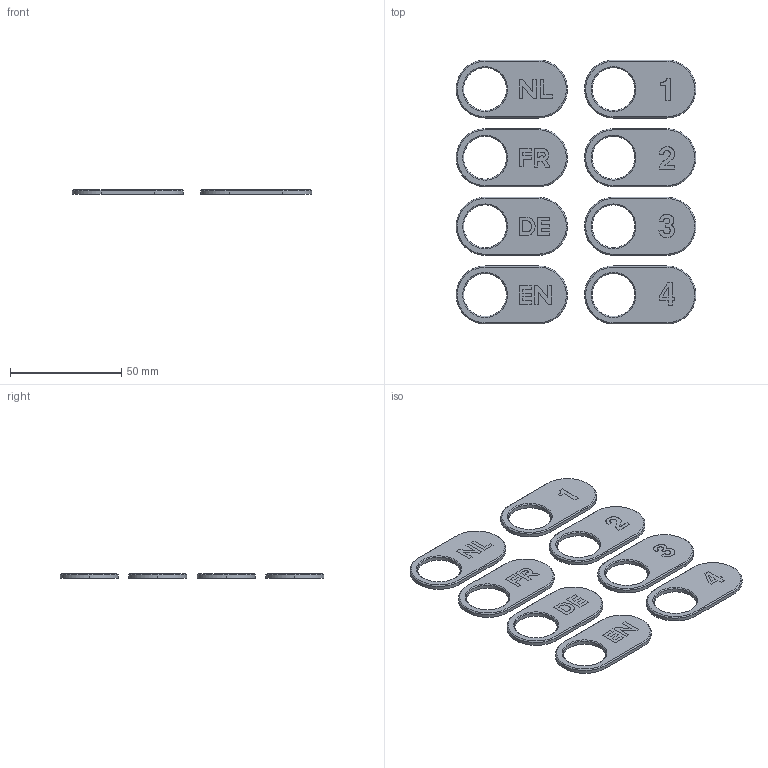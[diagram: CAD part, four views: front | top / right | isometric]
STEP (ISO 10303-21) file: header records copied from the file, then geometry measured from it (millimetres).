
FILE_DESCRIPTION(('HOOPS Exchange Step'),'2;1');
FILE_NAME('sauvage_puces04_chiffres.stp','2024-10-03T10:17:40+02:00',('cdesmedt'),('Unknown organisation'),'HOOPS Exchange 2024.2','HOOPS Exchange','Unknown authorisation');
FILE_SCHEMA( ('AP203_CONFIGURATION_CONTROLLED_3D_DESIGN_OF_MECHANICAL_PARTS_AND_ASSEMBLIES_MIM_LF') );
Length unit declared in the file: millimetre
Products named in the file (2): 0; root
Assembly tree (1 placements, depth 2):
  root
    0
Bounding box: 107.61 x 118.42 x 2.08 mm (x, y, z)
Volume: 12557 mm3; surface area: 16903.2 mm2
Topology: 8 solids, 8 shells, 280 faces, 822 edges, 583 vertices
Faces by surface type: plane 154, bspline 110, cylinder 8, cone 8
Full cylindrical faces by diameter (mm): 19.254 x8
Entity records: 10828 total; most frequent: CARTESIAN_POINT 4023, ORIENTED_EDGE 1652, DIRECTION 934, EDGE_CURVE 826, VERTEX_POINT 587, VECTOR 508, LINE 508, EDGE_LOOP 321
